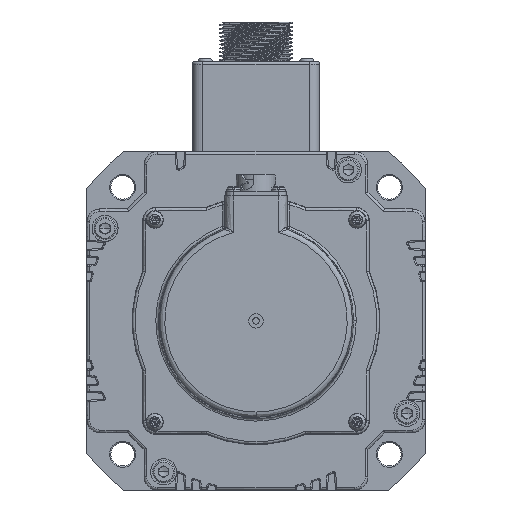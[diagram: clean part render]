
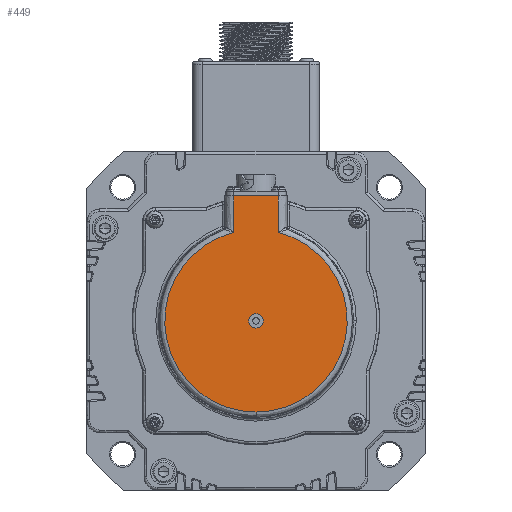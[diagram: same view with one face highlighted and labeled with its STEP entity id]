
A CAD part, front view. The second image highlights one B-rep face of the part: STEP entity #449.
In plain terms, the highlighted planar face has unit normal (0, -1, 0).
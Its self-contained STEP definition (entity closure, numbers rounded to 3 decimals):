
#51=CARTESIAN_POINT('',(-8.617,-47.5,-17.));
#52=VERTEX_POINT('',#51);
#60=CARTESIAN_POINT('',(8.617,-47.5,-17.));
#61=VERTEX_POINT('',#60);
#62=CARTESIAN_POINT('',(-8.617,-47.5,-17.));
#63=DIRECTION('',(1.,0.,0.));
#64=VECTOR('',#63,17.234);
#65=LINE('',#62,#64);
#66=EDGE_CURVE('',#52,#61,#65,.T.);
#370=CARTESIAN_POINT('',(-8.617,-47.5,-31.02));
#371=VERTEX_POINT('',#370);
#394=CARTESIAN_POINT('',(-8.617,-47.5,-31.02));
#395=DIRECTION('',(0.,0.,1.));
#396=VECTOR('',#395,14.02);
#397=LINE('',#394,#396);
#398=EDGE_CURVE('',#371,#52,#397,.T.);
#405=CARTESIAN_POINT('',(0.,-47.5,-65.));
#406=DIRECTION('',(0.,0.,-1.));
#407=DIRECTION('',(0.,-1.,0.));
#408=AXIS2_PLACEMENT_3D('',#405,#407,#406);
#409=PLANE('',#408);
#410=CARTESIAN_POINT('',(0.,-47.5,-100.056));
#411=VERTEX_POINT('',#410);
#412=CARTESIAN_POINT('',(0.,-47.5,-65.));
#413=DIRECTION('',(-0.246,0.,0.969));
#414=DIRECTION('',(0.,-1.,-0.));
#415=AXIS2_PLACEMENT_3D('',#412,#414,#413);
#416=CIRCLE('',#415,35.056);
#417=EDGE_CURVE('',#371,#411,#416,.T.);
#418=ORIENTED_EDGE('',*,*,#417,.T.);
#419=CARTESIAN_POINT('',(8.617,-47.5,-31.02));
#420=VERTEX_POINT('',#419);
#421=CARTESIAN_POINT('',(0.,-47.5,-65.));
#422=DIRECTION('',(0.,0.,-1.));
#423=DIRECTION('',(0.,-1.,0.));
#424=AXIS2_PLACEMENT_3D('',#421,#423,#422);
#425=CIRCLE('',#424,35.056);
#426=EDGE_CURVE('',#411,#420,#425,.T.);
#427=ORIENTED_EDGE('',*,*,#426,.T.);
#428=CARTESIAN_POINT('',(8.617,-47.5,-31.02));
#429=DIRECTION('',(0.,0.,1.));
#430=VECTOR('',#429,14.02);
#431=LINE('',#428,#430);
#432=EDGE_CURVE('',#420,#61,#431,.T.);
#433=ORIENTED_EDGE('',*,*,#432,.T.);
#434=ORIENTED_EDGE('',*,*,#66,.F.);
#435=ORIENTED_EDGE('',*,*,#398,.F.);
#436=EDGE_LOOP('',(#418,#427,#433,#434,#435));
#437=FACE_OUTER_BOUND('',#436,.T.);
#438=CARTESIAN_POINT('',(0.,-47.5,-62.25));
#439=VERTEX_POINT('',#438);
#440=CARTESIAN_POINT('',(0.,-47.5,-65.));
#441=DIRECTION('',(0.,0.,1.));
#442=DIRECTION('',(0.,1.,0.));
#443=AXIS2_PLACEMENT_3D('',#440,#442,#441);
#444=CIRCLE('',#443,2.75);
#445=EDGE_CURVE('',#439,#439,#444,.T.);
#446=ORIENTED_EDGE('',*,*,#445,.T.);
#447=EDGE_LOOP('',(#446));
#448=FACE_BOUND('',#447,.T.);
#449=ADVANCED_FACE('',(#437,#448),#409,.T.);
